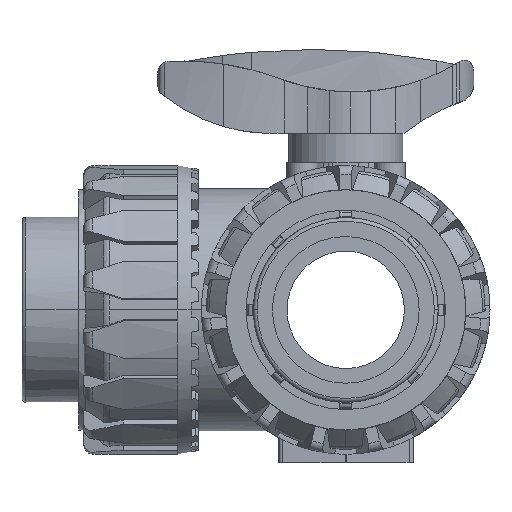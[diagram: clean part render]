
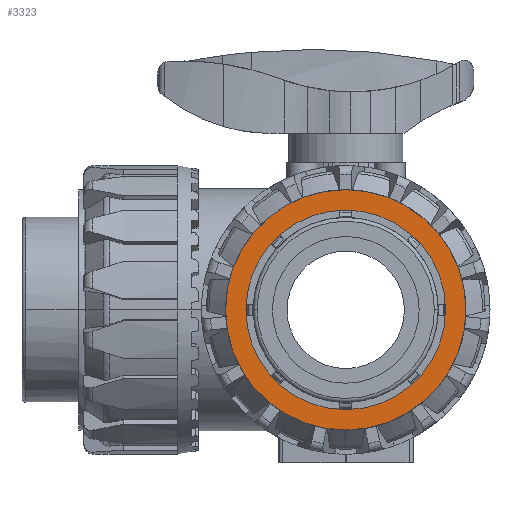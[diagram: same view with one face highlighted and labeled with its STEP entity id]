
A CAD part, front view. The second image highlights one B-rep face of the part: STEP entity #3323.
In plain terms, the highlighted planar face has unit normal (0, -1, 0).
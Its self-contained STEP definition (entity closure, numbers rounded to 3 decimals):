
#3323=ADVANCED_FACE('',(#7190,#7191),#7192,.T.);
#7190=FACE_BOUND('',#11654,.T.);
#7191=FACE_OUTER_BOUND('',#11655,.T.);
#7192=PLANE('',#11656);
#11654=EDGE_LOOP('',(#22046,#22047));
#11655=EDGE_LOOP('',(#22048,#22049));
#11656=AXIS2_PLACEMENT_3D('',#22050,#22051,#22052);
#22046=ORIENTED_EDGE('',*,*,#30985,.T.);
#22047=ORIENTED_EDGE('',*,*,#29856,.T.);
#22048=ORIENTED_EDGE('',*,*,#29851,.T.);
#22049=ORIENTED_EDGE('',*,*,#31064,.T.);
#22050=CARTESIAN_POINT('',(0.,-91.,0.));
#22051=DIRECTION('',(0.0,-1.0,0.0));
#22052=DIRECTION('',(1.0,0.0,0.0));
#29851=EDGE_CURVE('',#36546,#36610,#36612,.T.);
#29856=EDGE_CURVE('',#36615,#36619,#36621,.T.);
#30985=EDGE_CURVE('',#36619,#36615,#38326,.T.);
#31064=EDGE_CURVE('',#36610,#36546,#38419,.T.);
#36546=VERTEX_POINT('',#47453);
#36610=VERTEX_POINT('',#47518);
#36612=CIRCLE('',#47521,40.95);
#36615=VERTEX_POINT('',#47524);
#36619=VERTEX_POINT('',#47529);
#36621=CIRCLE('',#47532,34.0);
#38326=CIRCLE('',#50321,34.0);
#38419=CIRCLE('',#50505,40.95);
#47453=CARTESIAN_POINT('',(0.,-91.,-40.95));
#47518=CARTESIAN_POINT('',(0.,-91.,40.95));
#47521=AXIS2_PLACEMENT_3D('',#58959,#58960,#58961);
#47524=CARTESIAN_POINT('',(-34.,-91.,0.));
#47529=CARTESIAN_POINT('',(34.,-91.,0.));
#47532=AXIS2_PLACEMENT_3D('',#58967,#58968,#58969);
#50321=AXIS2_PLACEMENT_3D('',#60579,#60580,#60581);
#50505=AXIS2_PLACEMENT_3D('',#60652,#60653,#60654);
#58959=CARTESIAN_POINT('',(0.,-91.,0.));
#58960=DIRECTION('',(0.0,-1.0,0.0));
#58961=DIRECTION('',(1.0,0.0,0.0));
#58967=CARTESIAN_POINT('',(0.,-91.,0.));
#58968=DIRECTION('',(0.0,1.0,0.0));
#58969=DIRECTION('',(-1.0,0.0,0.0));
#60579=CARTESIAN_POINT('',(0.,-91.,0.));
#60580=DIRECTION('',(0.0,1.0,0.0));
#60581=DIRECTION('',(-1.0,0.0,0.0));
#60652=CARTESIAN_POINT('',(0.,-91.,0.));
#60653=DIRECTION('',(0.0,-1.0,0.0));
#60654=DIRECTION('',(1.0,0.0,0.0));
